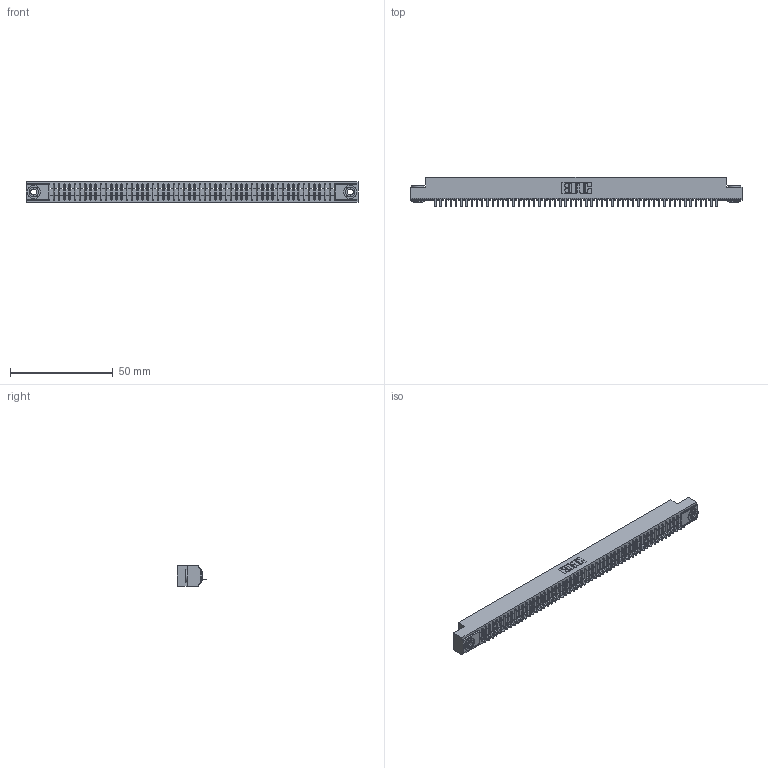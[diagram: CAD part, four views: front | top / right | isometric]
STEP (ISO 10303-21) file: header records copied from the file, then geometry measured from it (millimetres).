
FILE_DESCRIPTION (( 'STEP AP203' ), '1' );
FILE_NAME ('341-055-520-103.STEP', '2018-08-07T14:40:17', ( '' ), ( '' ), 'SwSTEP 2.0', 'SolidWorks 2016', '' );
FILE_SCHEMA (( 'CONFIG_CONTROL_DESIGN' ));
Length unit declared in the file: inch
Products named in the file (4): 341 Part_.156 (3.96) Dia Mounting Holes; 341-292-001_341-292-120; 345-250-002_345-250-002-102; 341-055-520-103
Assembly tree (58 placements, depth 2):
  341-055-520-103
    341 Part_.156 (3.96) Dia Mounting Holes
    341-292-001_341-292-120  x55
    345-250-002_345-250-002-102  x2
Bounding box: 161.93 x 14.27 x 10.16 mm (x, y, z)
Volume: 11578.7 mm3; surface area: 18417.9 mm2
Topology: 58 solids, 58 shells, 4678 faces, 13463 edges, 8638 vertices
Faces by surface type: plane 2897, cylinder 1553, sphere 112, torus 108, cone 8
Entity records: 64135 total; most frequent: CARTESIAN_POINT 10879, ORIENTED_EDGE 10858, DIRECTION 10507, EDGE_CURVE 5429, VECTOR 4391, LINE 4391, VERTEX_POINT 3430, AXIS2_PLACEMENT_3D 3058
